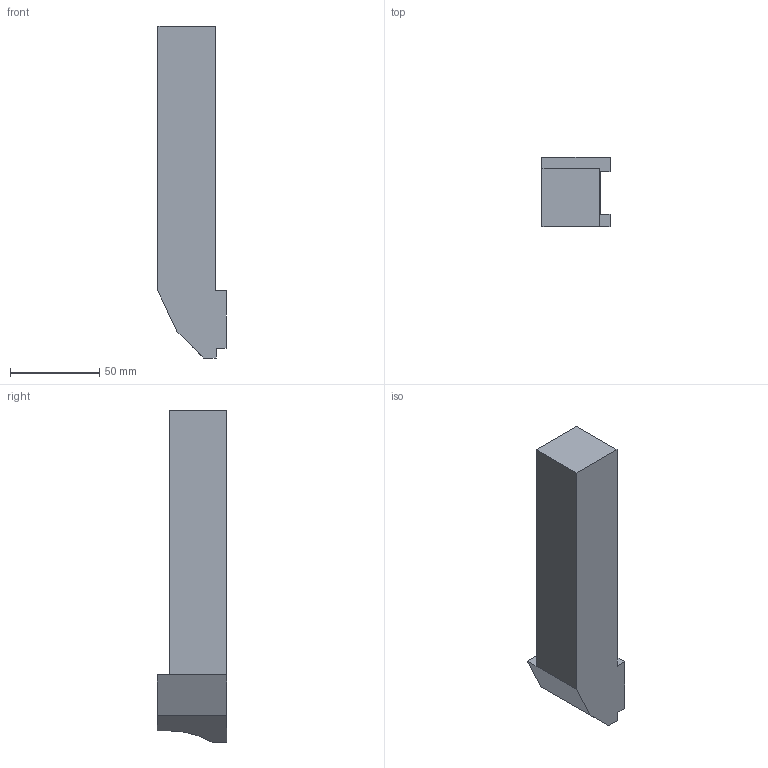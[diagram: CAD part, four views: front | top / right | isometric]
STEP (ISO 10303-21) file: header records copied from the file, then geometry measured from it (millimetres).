
FILE_DESCRIPTION((''),'2;1');
FILE_NAME('7085113200','2022-02-24T15:44:38',('WalchFab'),(''),'CREO PARAMETRIC BY PTC INC, 2021164','CREO PARAMETRIC BY PTC INC, 2021164','');
FILE_SCHEMA(('AP242_MANAGED_MODEL_BASED_3D_ENGINEERING_MIM_LF { 1 0 10303 442 1 1 4 }'));
Length unit declared in the file: millimetre
Products named in the file (1): 7085113200
Bounding box: 38 x 38.8 x 185.5 mm (x, y, z)
Volume: 184170 mm3; surface area: 25769.2 mm2
Topology: 1 solids, 1 shells, 19 faces, 50 edges, 33 vertices
Faces by surface type: plane 18, cylinder 1
Entity records: 1014 total; most frequent: CARTESIAN_POINT 121, DIRECTION 111, ORIENTED_EDGE 100, PRESENTATION_STYLE_ASSIGNMENT 56, STYLED_ITEM 56, CURVE_STYLE 55, VECTOR 51, LINE 51
